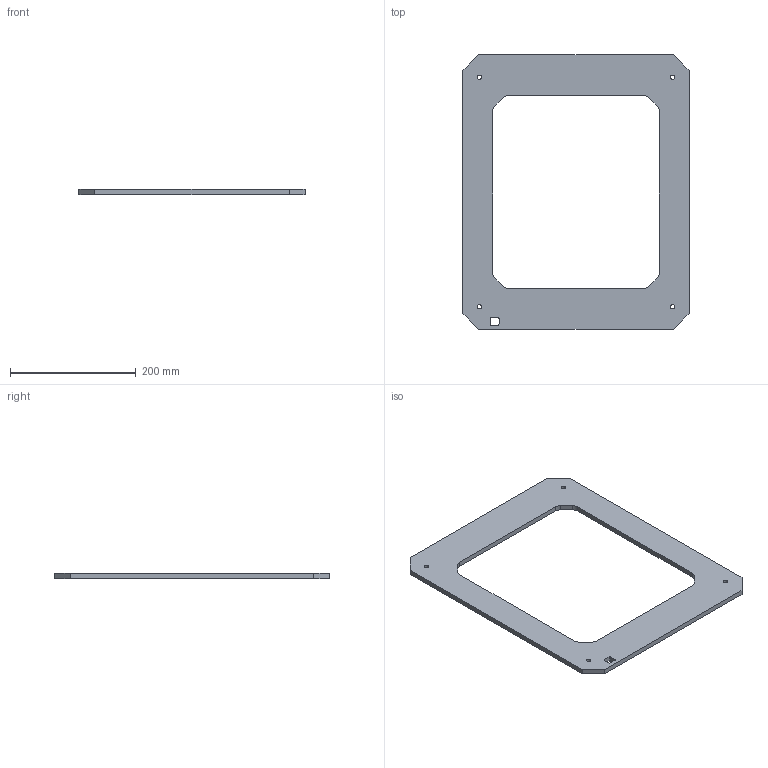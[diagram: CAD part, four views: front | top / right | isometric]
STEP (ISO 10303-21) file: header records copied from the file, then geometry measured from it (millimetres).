
FILE_DESCRIPTION(/* description */ ('LATERAL DERECHO'),/* implementation_level */ '2;1');
FILE_NAME(/* name */ 'C04H030056-right-cover.stp',/* time_stamp */ '2014-12-22T16:01:29+01:00',/* author */ ('MARCHA TECHNOLOGY'),/* organization */ ('MARCHA TECHNOLOGY'),/* preprocessor_version */ 'ST-DEVELOPER v15.6',/* originating_system */ 'Autodesk Inventor 2015',/* authorisation */ '');
FILE_SCHEMA (('CONFIG_CONTROL_DESIGN'));
Length unit declared in the file: millimetre
Products named in the file (1): C04H030056-right-cover
Bounding box: 359 x 436.5 x 8 mm (x, y, z)
Volume: 600177.7 mm3; surface area: 172137.6 mm2
Topology: 1 solids, 1 shells, 38 faces, 112 edges, 76 vertices
Faces by surface type: plane 22, cylinder 16
Full cylindrical faces by diameter (mm): 7 x4
Entity records: 1272 total; most frequent: CARTESIAN_POINT 215, DIRECTION 214, ORIENTED_EDGE 208, EDGE_CURVE 104, LINE 72, VECTOR 72, VERTEX_POINT 72, AXIS2_PLACEMENT_3D 71
